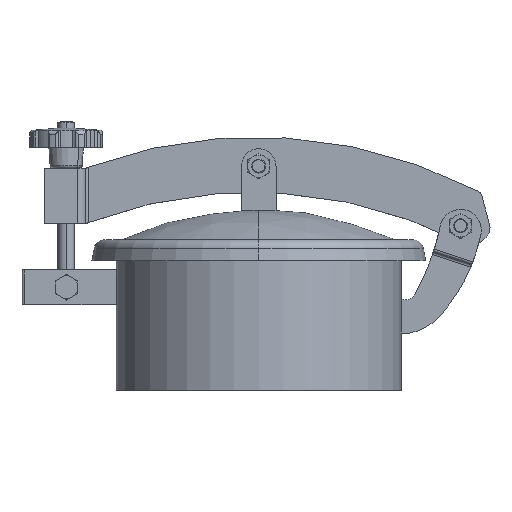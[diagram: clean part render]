
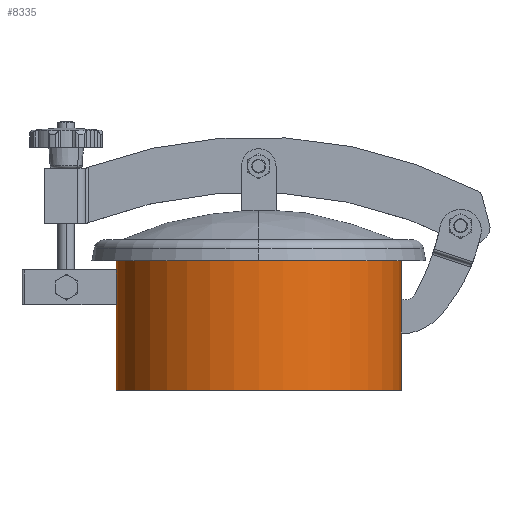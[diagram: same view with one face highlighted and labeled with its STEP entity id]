
A CAD part, top view. The second image highlights one B-rep face of the part: STEP entity #8335.
In plain terms, the highlighted cylindrical face has radius 103 mm (diameter 206 mm), a partial arc.
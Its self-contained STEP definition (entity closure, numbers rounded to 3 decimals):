
#1626 = CARTESIAN_POINT ( 'NONE',  ( 358.792, 786.894, 0. ) ) ;
#1627 = CARTESIAN_POINT ( 'NONE',  ( 461.792, 786.894, 0. ) ) ;
#1628 = DIRECTION ( 'NONE',  ( 0., 1., 0. ) ) ;
#1629 = VECTOR ( 'NONE', #1628, 1000. ) ;
#1630 = CARTESIAN_POINT ( 'NONE',  ( 461.792, 814.464, 0. ) ) ;
#1631 = LINE ( 'NONE', #1630, #1629 ) ;
#1632 = CARTESIAN_POINT ( 'NONE',  ( 461.792, 692.894, 0. ) ) ;
#1633 = CARTESIAN_POINT ( 'NONE',  ( 255.792, 692.894, 0. ) ) ;
#1634 = DIRECTION ( 'NONE',  ( -1., 0., 0. ) ) ;
#1635 = DIRECTION ( 'NONE',  ( 0., 1., 0. ) ) ;
#1636 = CARTESIAN_POINT ( 'NONE',  ( 358.792, 692.894, 0. ) ) ;
#1637 = AXIS2_PLACEMENT_3D ( 'NONE', #1636, #1635, #1634 ) ;
#1638 = DIRECTION ( 'NONE',  ( -1., 0., 0. ) ) ;
#1639 = DIRECTION ( 'NONE',  ( 0., 1., 0. ) ) ;
#1640 = CARTESIAN_POINT ( 'NONE',  ( 358.792, 814.464, 0. ) ) ;
#1641 = AXIS2_PLACEMENT_3D ( 'NONE', #1640, #1639, #1638 ) ;
#1642 = CIRCLE ( 'NONE', #1637, 103. ) ;
#1643 = CYLINDRICAL_SURFACE ( 'NONE', #1641, 103. ) ;
#1644 = FACE_OUTER_BOUND ( 'NONE', #8336, .T. ) ;
#1679 = DIRECTION ( 'NONE',  ( 0., 1., 0. ) ) ;
#1680 = VECTOR ( 'NONE', #1679, 1000. ) ;
#1681 = CARTESIAN_POINT ( 'NONE',  ( 255.792, 814.464, 0. ) ) ;
#1682 = LINE ( 'NONE', #1681, #1680 ) ;
#1683 = CARTESIAN_POINT ( 'NONE',  ( 255.792, 786.894, 0. ) ) ;
#1684 = DIRECTION ( 'NONE',  ( -1., 0., 0. ) ) ;
#1685 = DIRECTION ( 'NONE',  ( 0., 1., 0. ) ) ;
#1686 = AXIS2_PLACEMENT_3D ( 'NONE', #1626, #1685, #1684 ) ;
#1687 = CIRCLE ( 'NONE', #1686, 103. ) ;
#8335 = ADVANCED_FACE ( 'NONE', ( #1644 ), #1643, .T. ) ;
#8336 = EDGE_LOOP ( 'NONE', ( #8337, #8341, #8344, #8347 ) ) ;
#8337 = ORIENTED_EDGE ( 'NONE', *, *, #8338, .T. ) ;
#8338 = EDGE_CURVE ( 'NONE', #8339, #8340, #1642, .T. ) ;
#8339 = VERTEX_POINT ( 'NONE', #1633 ) ;
#8340 = VERTEX_POINT ( 'NONE', #1632 ) ;
#8341 = ORIENTED_EDGE ( 'NONE', *, *, #8342, .T. ) ;
#8342 = EDGE_CURVE ( 'NONE', #8340, #8343, #1631, .T. ) ;
#8343 = VERTEX_POINT ( 'NONE', #1627 ) ;
#8344 = ORIENTED_EDGE ( 'NONE', *, *, #8345, .F. ) ;
#8345 = EDGE_CURVE ( 'NONE', #8346, #8343, #1687, .T. ) ;
#8346 = VERTEX_POINT ( 'NONE', #1683 ) ;
#8347 = ORIENTED_EDGE ( 'NONE', *, *, #8348, .F. ) ;
#8348 = EDGE_CURVE ( 'NONE', #8339, #8346, #1682, .T. ) ;
